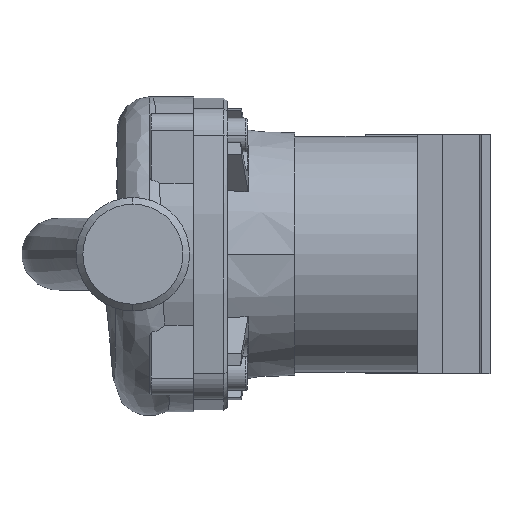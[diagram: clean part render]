
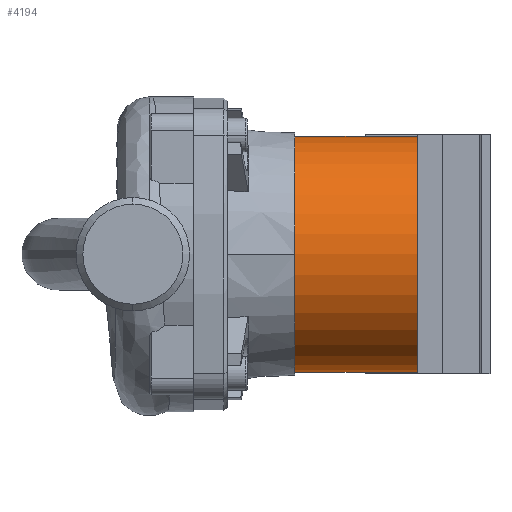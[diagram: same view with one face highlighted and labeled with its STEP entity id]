
A CAD part, left-side view. The second image highlights one B-rep face of the part: STEP entity #4194.
In plain terms, the highlighted cylindrical face has radius 35 mm (diameter 70 mm), a partial arc.
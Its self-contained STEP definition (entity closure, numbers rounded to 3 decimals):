
#4153=CARTESIAN_POINT('',(90.0,-51.25,0.));
#4154=DIRECTION('',(0.0,1.0,0.));
#4155=DIRECTION('',(0.0,0.0,1.0));
#4156=AXIS2_PLACEMENT_3D('',#4153,#4154,#4155);
#4157=CYLINDRICAL_SURFACE('',#4156,35.);
#4158=CARTESIAN_POINT('',(90.0,-48.,35.0));
#4159=VERTEX_POINT('',#4158);
#4160=CARTESIAN_POINT('',(90.0,-84.5,35.));
#4161=VERTEX_POINT('',#4160);
#4162=CARTESIAN_POINT('',(90.0,-48.,35.0));
#4163=DIRECTION('',(0.0,-1.0,0.0));
#4164=VECTOR('',#4163,36.5);
#4165=LINE('',#4162,#4164);
#4166=EDGE_CURVE('',#4159,#4161,#4165,.T.);
#4167=ORIENTED_EDGE('',*,*,#4166,.F.);
#4168=CARTESIAN_POINT('',(90.0,-48.,-35.));
#4169=VERTEX_POINT('',#4168);
#4170=CARTESIAN_POINT('',(90.0,-48.,0.));
#4171=DIRECTION('',(0.0,-1.0,0.0));
#4172=DIRECTION('',(0.0,0.0,1.0));
#4173=AXIS2_PLACEMENT_3D('',#4170,#4171,#4172);
#4174=CIRCLE('',#4173,35.);
#4175=EDGE_CURVE('',#4159,#4169,#4174,.T.);
#4176=ORIENTED_EDGE('',*,*,#4175,.T.);
#4177=CARTESIAN_POINT('',(90.0,-84.5,-35.));
#4178=VERTEX_POINT('',#4177);
#4179=CARTESIAN_POINT('',(90.0,-48.,-35.));
#4180=DIRECTION('',(0.0,-1.0,0.0));
#4181=VECTOR('',#4180,36.5);
#4182=LINE('',#4179,#4181);
#4183=EDGE_CURVE('',#4169,#4178,#4182,.T.);
#4184=ORIENTED_EDGE('',*,*,#4183,.T.);
#4185=CARTESIAN_POINT('',(90.0,-84.5,0.));
#4186=DIRECTION('',(0.0,1.0,0.0));
#4187=DIRECTION('',(0.0,0.0,1.0));
#4188=AXIS2_PLACEMENT_3D('',#4185,#4186,#4187);
#4189=CIRCLE('',#4188,35.);
#4190=EDGE_CURVE('',#4178,#4161,#4189,.T.);
#4191=ORIENTED_EDGE('',*,*,#4190,.T.);
#4192=EDGE_LOOP('',(#4167,#4176,#4184,#4191));
#4193=FACE_OUTER_BOUND('',#4192,.T.);
#4194=ADVANCED_FACE('',(#4193),#4157,.T.);
